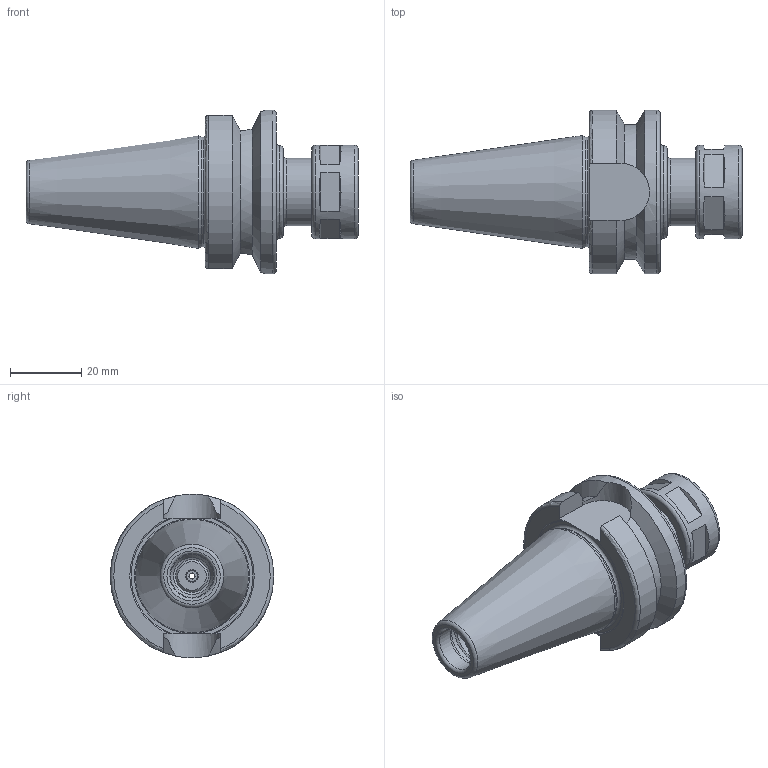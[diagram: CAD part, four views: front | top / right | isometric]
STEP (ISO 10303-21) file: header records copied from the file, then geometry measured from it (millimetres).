
FILE_DESCRIPTION((''),'2;1');
FILE_NAME('254010109045-3D.stp','2020-04-13T11:10:24',('nttooll'),(''),'Autodesk Inventor 2012','Autodesk Inventor 2012','');
FILE_SCHEMA(('AUTOMOTIVE_DESIGN { 1 0 10303 214 1 1 1 1 }'));
Length unit declared in the file: millimetre
Products named in the file (1): 254010109045-3D
Bounding box: 93.4 x 46 x 46 mm (x, y, z)
Volume: 53945.4 mm3; surface area: 16021.2 mm2
Topology: 1 solids, 1 shells, 105 faces, 216 edges, 135 vertices
Faces by surface type: plane 45, cylinder 28, cone 20, torus 12
Full cylindrical faces by diameter (mm): 1.7 x1, 3 x1, 3.5 x1, 7 x1, 7.787 x1, 8.8 x1, 9.3 x1, 10 x2, 10.4 x1, 10.5 x1, 12 x1, 12.5 x1, 12.9 x1, 13 x1, 13.5 x1, 15.5 x1, 19 x2, 26.3 x1, 30.8 x1, 46 x1
Entity records: 2600 total; most frequent: CARTESIAN_POINT 526, DIRECTION 446, ORIENTED_EDGE 332, AXIS2_PLACEMENT_3D 200, EDGE_LOOP 176, EDGE_CURVE 166, VERTEX_POINT 132, FACE_OUTER_BOUND 105
